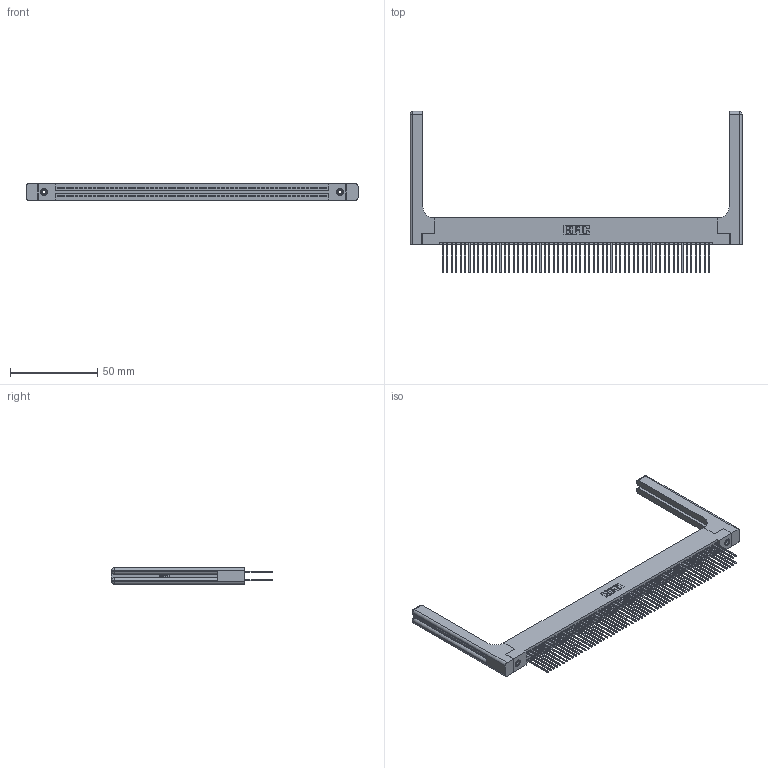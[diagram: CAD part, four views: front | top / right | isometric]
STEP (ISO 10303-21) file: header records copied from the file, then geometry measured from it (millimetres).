
FILE_DESCRIPTION (( 'STEP AP203' ), '1' );
FILE_NAME ('395-122-542-258.STEP', '2019-10-28T08:15:30', ( '' ), ( '' ), 'SwSTEP 2.0', 'SolidWorks 2016', '' );
FILE_SCHEMA (( 'CONFIG_CONTROL_DESIGN' ));
Length unit declared in the file: inch
Products named in the file (5): 345-220-058_345-220-058; 395-122-542-258; 345 Part_Flush Mounting Lugs - 0.156 Dia-TH; 345-292-001_345-293-142; 345-250-001_345-250-001-102
Assembly tree (127 placements, depth 2):
  395-122-542-258
    345 Part_Flush Mounting Lugs - 0.156 Dia-TH
    345-292-001_345-293-142  x122
    345-250-001_345-250-001-102  x2
    345-220-058_345-220-058  x2
Bounding box: 189.97 x 92.25 x 9.4 mm (x, y, z)
Volume: 27673.7 mm3; surface area: 36463.4 mm2
Topology: 127 solids, 127 shells, 6482 faces, 19185 edges, 12606 vertices
Faces by surface type: plane 4254, cylinder 2168, bspline 36, cone 12, sphere 8, torus 4
Entity records: 50504 total; most frequent: CARTESIAN_POINT 9441, ORIENTED_EDGE 8172, DIRECTION 7234, EDGE_CURVE 4086, VECTOR 3618, LINE 3618, VERTEX_POINT 2714, AXIS2_PLACEMENT_3D 1808
